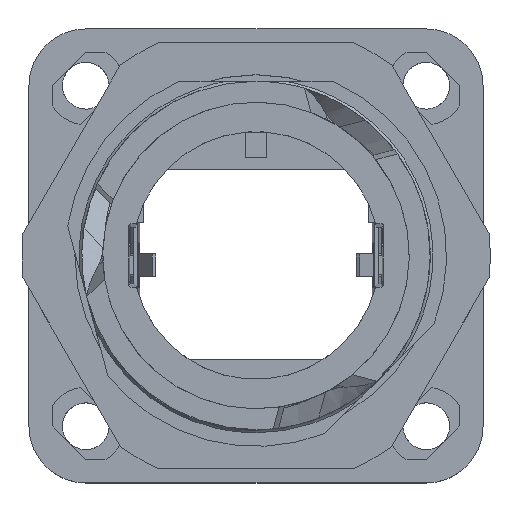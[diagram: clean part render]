
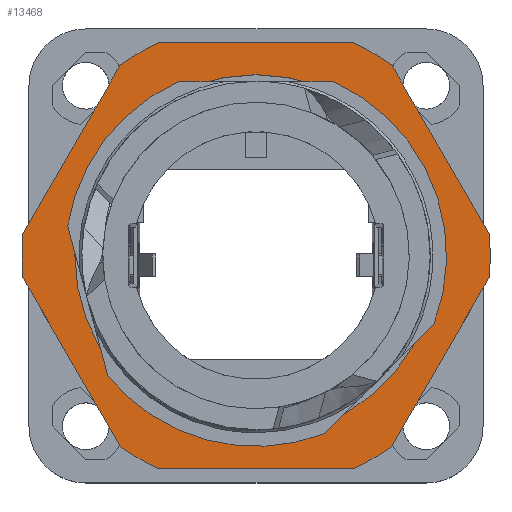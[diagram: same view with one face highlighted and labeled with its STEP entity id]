
A CAD part, top view. The second image highlights one B-rep face of the part: STEP entity #13468.
In plain terms, the highlighted planar face has unit normal (0, 0, 1).
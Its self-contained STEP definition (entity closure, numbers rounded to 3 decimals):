
#13327=AXIS2_PLACEMENT_3D('Circle Axis2P3D',#13325,#13326,$) ;
#13351=AXIS2_PLACEMENT_3D('Circle Axis2P3D',#13349,#13350,$) ;
#13364=AXIS2_PLACEMENT_3D('Plane Axis2P3D',#13361,#13362,#13363) ;
#13368=AXIS2_PLACEMENT_3D('Circle Axis2P3D',#13366,#13367,$) ;
#13384=AXIS2_PLACEMENT_3D('Circle Axis2P3D',#13382,#13383,$) ;
#13398=AXIS2_PLACEMENT_3D('Circle Axis2P3D',#13396,#13397,$) ;
#13412=AXIS2_PLACEMENT_3D('Circle Axis2P3D',#13410,#13411,$) ;
#13426=AXIS2_PLACEMENT_3D('Circle Axis2P3D',#13424,#13425,$) ;
#13440=AXIS2_PLACEMENT_3D('Circle Axis2P3D',#13438,#13439,$) ;
#13322=CARTESIAN_POINT('Vertex',(27.553,9.619,11.11)) ;
#13325=CARTESIAN_POINT('Axis2P3D Location',(16.5,16.,11.11)) ;
#13329=CARTESIAN_POINT('Vertex',(5.447,22.382,11.11)) ;
#13349=CARTESIAN_POINT('Axis2P3D Location',(16.5,16.,11.11)) ;
#13361=CARTESIAN_POINT('Axis2P3D Location',(16.5,16.,11.11)) ;
#13366=CARTESIAN_POINT('Axis2P3D Location',(16.5,16.,11.11)) ;
#13370=CARTESIAN_POINT('Vertex',(0.073,17.547,11.11)) ;
#13372=CARTESIAN_POINT('Vertex',(0.073,14.453,11.11)) ;
#13375=CARTESIAN_POINT('Line Origine',(3.51,8.5,11.11)) ;
#13379=CARTESIAN_POINT('Vertex',(6.947,2.547,11.11)) ;
#13382=CARTESIAN_POINT('Axis2P3D Location',(16.5,16.,11.11)) ;
#13386=CARTESIAN_POINT('Vertex',(9.626,1.,11.11)) ;
#13389=CARTESIAN_POINT('Line Origine',(16.5,1.,11.11)) ;
#13393=CARTESIAN_POINT('Vertex',(23.374,1.,11.11)) ;
#13396=CARTESIAN_POINT('Axis2P3D Location',(16.5,16.,11.11)) ;
#13400=CARTESIAN_POINT('Vertex',(26.053,2.547,11.11)) ;
#13403=CARTESIAN_POINT('Line Origine',(29.49,8.5,11.11)) ;
#13407=CARTESIAN_POINT('Vertex',(32.927,14.453,11.11)) ;
#13410=CARTESIAN_POINT('Axis2P3D Location',(16.5,16.,11.11)) ;
#13414=CARTESIAN_POINT('Vertex',(32.927,17.547,11.11)) ;
#13417=CARTESIAN_POINT('Line Origine',(29.49,23.5,11.11)) ;
#13421=CARTESIAN_POINT('Vertex',(26.053,29.453,11.11)) ;
#13424=CARTESIAN_POINT('Axis2P3D Location',(16.5,16.,11.11)) ;
#13428=CARTESIAN_POINT('Vertex',(23.374,31.,11.11)) ;
#13431=CARTESIAN_POINT('Line Origine',(16.5,31.,11.11)) ;
#13435=CARTESIAN_POINT('Vertex',(9.626,31.,11.11)) ;
#13438=CARTESIAN_POINT('Axis2P3D Location',(16.5,16.,11.11)) ;
#13442=CARTESIAN_POINT('Vertex',(6.947,29.453,11.11)) ;
#13445=CARTESIAN_POINT('Line Origine',(3.51,23.5,11.11)) ;
#13326=DIRECTION('Axis2P3D Direction',(0.,0.,1.)) ;
#13350=DIRECTION('Axis2P3D Direction',(0.,0.,1.)) ;
#13362=DIRECTION('Axis2P3D Direction',(0.,0.,1.)) ;
#13363=DIRECTION('Axis2P3D XDirection',(-0.866,0.5,0.)) ;
#13367=DIRECTION('Axis2P3D Direction',(0.,0.,1.)) ;
#13376=DIRECTION('Vector Direction',(0.5,-0.866,0.)) ;
#13383=DIRECTION('Axis2P3D Direction',(0.,0.,1.)) ;
#13390=DIRECTION('Vector Direction',(1.,0.,0.)) ;
#13397=DIRECTION('Axis2P3D Direction',(0.,0.,1.)) ;
#13404=DIRECTION('Vector Direction',(0.5,0.866,0.)) ;
#13411=DIRECTION('Axis2P3D Direction',(0.,0.,1.)) ;
#13418=DIRECTION('Vector Direction',(-0.5,0.866,0.)) ;
#13425=DIRECTION('Axis2P3D Direction',(0.,0.,1.)) ;
#13432=DIRECTION('Vector Direction',(-1.,0.,0.)) ;
#13439=DIRECTION('Axis2P3D Direction',(0.,0.,1.)) ;
#13446=DIRECTION('Vector Direction',(-0.5,-0.866,0.)) ;
#13377=VECTOR('Line Direction',#13376,1.) ;
#13391=VECTOR('Line Direction',#13390,1.) ;
#13405=VECTOR('Line Direction',#13404,1.) ;
#13419=VECTOR('Line Direction',#13418,1.) ;
#13433=VECTOR('Line Direction',#13432,1.) ;
#13447=VECTOR('Line Direction',#13446,1.) ;
#13451=ORIENTED_EDGE('',*,*,#13374,.T.) ;
#13452=ORIENTED_EDGE('',*,*,#13381,.T.) ;
#13453=ORIENTED_EDGE('',*,*,#13388,.T.) ;
#13454=ORIENTED_EDGE('',*,*,#13395,.T.) ;
#13455=ORIENTED_EDGE('',*,*,#13402,.T.) ;
#13456=ORIENTED_EDGE('',*,*,#13409,.T.) ;
#13457=ORIENTED_EDGE('',*,*,#13416,.T.) ;
#13458=ORIENTED_EDGE('',*,*,#13423,.T.) ;
#13459=ORIENTED_EDGE('',*,*,#13430,.T.) ;
#13460=ORIENTED_EDGE('',*,*,#13437,.T.) ;
#13461=ORIENTED_EDGE('',*,*,#13444,.T.) ;
#13462=ORIENTED_EDGE('',*,*,#13449,.T.) ;
#13465=ORIENTED_EDGE('',*,*,#13353,.F.) ;
#13466=ORIENTED_EDGE('',*,*,#13331,.F.) ;
#13467=FACE_BOUND('',#13464,.T.) ;
#13468=ADVANCED_FACE('Hauptk\X2\00F6\X0\rper',(#13463,#13467),#13365,.T.) ;
#13328=CIRCLE('generated circle',#13327,12.763) ;
#13352=CIRCLE('generated circle',#13351,12.763) ;
#13369=CIRCLE('generated circle',#13368,16.5) ;
#13385=CIRCLE('generated circle',#13384,16.5) ;
#13399=CIRCLE('generated circle',#13398,16.5) ;
#13413=CIRCLE('generated circle',#13412,16.5) ;
#13427=CIRCLE('generated circle',#13426,16.5) ;
#13441=CIRCLE('generated circle',#13440,16.5) ;
#13331=EDGE_CURVE('',#13323,#13330,#13328,.T.) ;
#13353=EDGE_CURVE('',#13330,#13323,#13352,.T.) ;
#13374=EDGE_CURVE('',#13371,#13373,#13369,.T.) ;
#13381=EDGE_CURVE('',#13373,#13380,#13378,.T.) ;
#13388=EDGE_CURVE('',#13380,#13387,#13385,.T.) ;
#13395=EDGE_CURVE('',#13387,#13394,#13392,.T.) ;
#13402=EDGE_CURVE('',#13394,#13401,#13399,.T.) ;
#13409=EDGE_CURVE('',#13401,#13408,#13406,.T.) ;
#13416=EDGE_CURVE('',#13408,#13415,#13413,.T.) ;
#13423=EDGE_CURVE('',#13415,#13422,#13420,.T.) ;
#13430=EDGE_CURVE('',#13422,#13429,#13427,.T.) ;
#13437=EDGE_CURVE('',#13429,#13436,#13434,.T.) ;
#13444=EDGE_CURVE('',#13436,#13443,#13441,.T.) ;
#13449=EDGE_CURVE('',#13443,#13371,#13448,.T.) ;
#13450=EDGE_LOOP('',(#13451,#13452,#13453,#13454,#13455,#13456,#13457,#13458,#13459,#13460,#13461,#13462)) ;
#13464=EDGE_LOOP('',(#13465,#13466)) ;
#13463=FACE_OUTER_BOUND('',#13450,.T.) ;
#13378=LINE('Line',#13375,#13377) ;
#13392=LINE('Line',#13389,#13391) ;
#13406=LINE('Line',#13403,#13405) ;
#13420=LINE('Line',#13417,#13419) ;
#13434=LINE('Line',#13431,#13433) ;
#13448=LINE('Line',#13445,#13447) ;
#13365=PLANE('',#13364) ;
#13323=VERTEX_POINT('',#13322) ;
#13330=VERTEX_POINT('',#13329) ;
#13371=VERTEX_POINT('',#13370) ;
#13373=VERTEX_POINT('',#13372) ;
#13380=VERTEX_POINT('',#13379) ;
#13387=VERTEX_POINT('',#13386) ;
#13394=VERTEX_POINT('',#13393) ;
#13401=VERTEX_POINT('',#13400) ;
#13408=VERTEX_POINT('',#13407) ;
#13415=VERTEX_POINT('',#13414) ;
#13422=VERTEX_POINT('',#13421) ;
#13429=VERTEX_POINT('',#13428) ;
#13436=VERTEX_POINT('',#13435) ;
#13443=VERTEX_POINT('',#13442) ;
